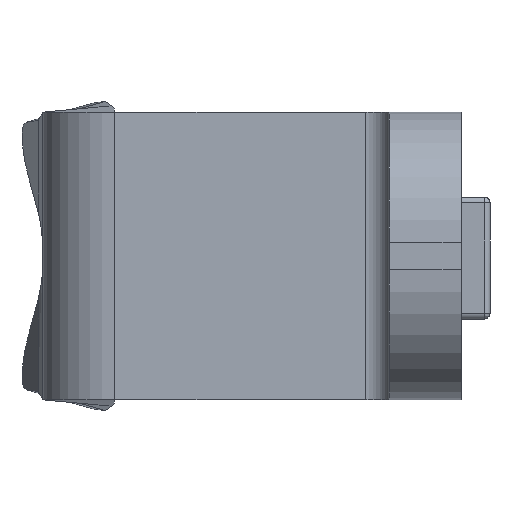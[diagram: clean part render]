
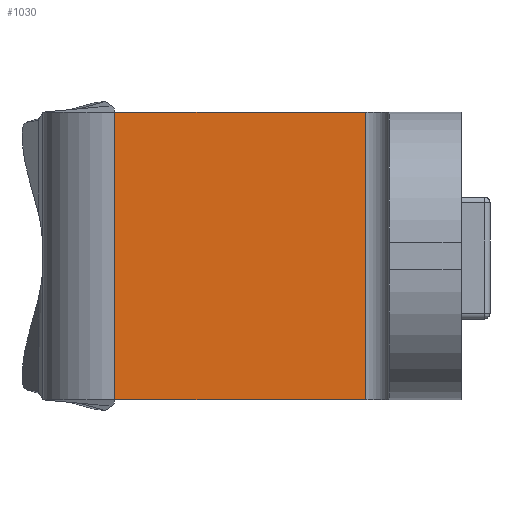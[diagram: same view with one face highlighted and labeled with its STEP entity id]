
A CAD part, left-side view. The second image highlights one B-rep face of the part: STEP entity #1030.
In plain terms, the highlighted planar face has unit normal (-1, 0, 0).
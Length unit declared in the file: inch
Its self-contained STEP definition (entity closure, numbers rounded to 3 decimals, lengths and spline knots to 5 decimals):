
#5 = CARTESIAN_POINT ( 'NONE',  ( 0.40225, 0.16625, -0.5 ) ) ;
#22 = EDGE_CURVE ( 'NONE', #1012, #409, #137, .T. ) ;
#26 = LINE ( 'NONE', #171, #330 ) ;
#73 = CARTESIAN_POINT ( 'NONE',  ( 0.40225, 0., 0. ) ) ;
#137 = LINE ( 'NONE', #73, #1350 ) ;
#171 = CARTESIAN_POINT ( 'NONE',  ( 0.40225, 0.16625, 0. ) ) ;
#184 = PLANE ( 'NONE',  #215 ) ;
#215 = AXIS2_PLACEMENT_3D ( 'NONE', #962, #806, #1922 ) ;
#330 = VECTOR ( 'NONE', #1412, 39.37008 ) ;
#367 = CARTESIAN_POINT ( 'NONE',  ( 0.40225, 0., -0.5 ) ) ;
#409 = VERTEX_POINT ( 'NONE', #1558 ) ;
#461 = EDGE_CURVE ( 'NONE', #409, #744, #26, .T. ) ;
#517 = LINE ( 'NONE', #367, #1383 ) ;
#534 = ORIENTED_EDGE ( 'NONE', *, *, #1106, .F. ) ;
#688 = DIRECTION ( 'NONE',  ( 0., -1., 0. ) ) ;
#696 = VERTEX_POINT ( 'NONE', #1244 ) ;
#719 = LINE ( 'NONE', #1200, #1486 ) ;
#744 = VERTEX_POINT ( 'NONE', #5 ) ;
#806 = DIRECTION ( 'NONE',  ( 1., 0., 0. ) ) ;
#943 = ORIENTED_EDGE ( 'NONE', *, *, #461, .F. ) ;
#962 = CARTESIAN_POINT ( 'NONE',  ( 0.40225, 0., 0. ) ) ;
#1012 = VERTEX_POINT ( 'NONE', #1315 ) ;
#1030 = ADVANCED_FACE ( 'NONE', ( #1453 ), #184, .F. ) ;
#1106 = EDGE_CURVE ( 'NONE', #744, #696, #517, .T. ) ;
#1200 = CARTESIAN_POINT ( 'NONE',  ( 0.40225, 0.60239, 0. ) ) ;
#1244 = CARTESIAN_POINT ( 'NONE',  ( 0.40225, 0.60239, -0.5 ) ) ;
#1315 = CARTESIAN_POINT ( 'NONE',  ( 0.40225, 0.60239, 0. ) ) ;
#1323 = ORIENTED_EDGE ( 'NONE', *, *, #22, .F. ) ;
#1350 = VECTOR ( 'NONE', #688, 39.37008 ) ;
#1383 = VECTOR ( 'NONE', #1432, 39.37008 ) ;
#1412 = DIRECTION ( 'NONE',  ( 0., 0., -1. ) ) ;
#1432 = DIRECTION ( 'NONE',  ( 0., 1., 0. ) ) ;
#1453 = FACE_OUTER_BOUND ( 'NONE', #1477, .T. ) ;
#1477 = EDGE_LOOP ( 'NONE', ( #1682, #534, #943, #1323 ) ) ;
#1486 = VECTOR ( 'NONE', #1809, 39.37008 ) ;
#1558 = CARTESIAN_POINT ( 'NONE',  ( 0.40225, 0.16625, 0. ) ) ;
#1682 = ORIENTED_EDGE ( 'NONE', *, *, #1892, .F. ) ;
#1809 = DIRECTION ( 'NONE',  ( 0., 0., 1. ) ) ;
#1892 = EDGE_CURVE ( 'NONE', #696, #1012, #719, .T. ) ;
#1922 = DIRECTION ( 'NONE',  ( 0., 0., -1. ) ) ;
